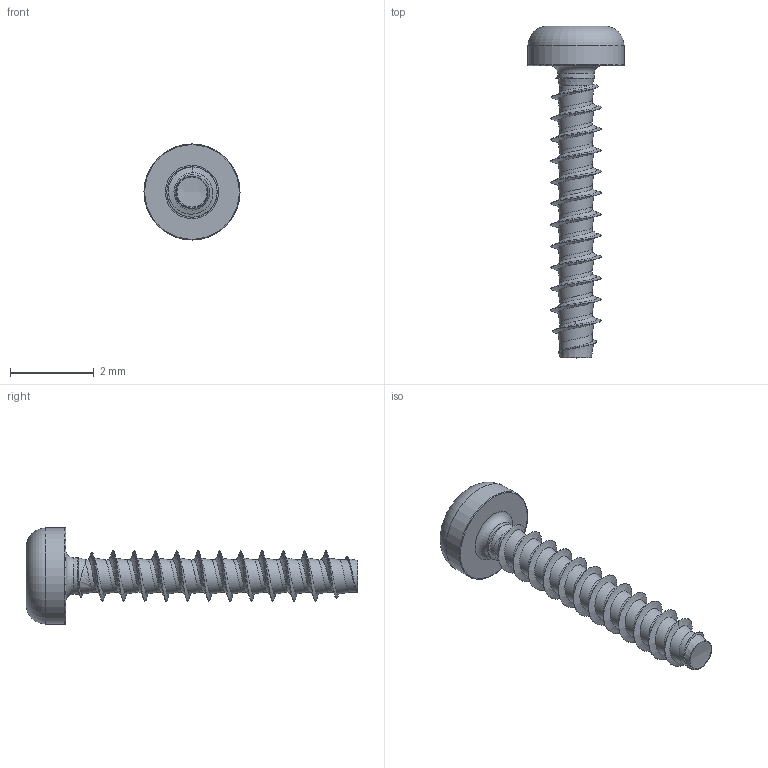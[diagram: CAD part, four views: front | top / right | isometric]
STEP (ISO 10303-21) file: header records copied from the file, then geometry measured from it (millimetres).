
FILE_DESCRIPTION(/* description */ (''),/* implementation_level */ '2;1');
FILE_NAME(/* name */ 'torx_1-2_7_STP390120070.step',/* time_stamp */ '2025-12-07T16:08:55+01:00',/* author */ (''),/* organization */ (''),/* preprocessor_version */ 'ST-DEVELOPER v20.1',/* originating_system */ 'Autodesk Translation Framework v14.21.0.0',/* authorisation */ '');
FILE_SCHEMA (('AUTOMOTIVE_DESIGN { 1 0 10303 214 3 1 1 }'));
Length unit declared in the file: millimetre
Products named in the file (1): torx_1-2_7_STP390120070
Bounding box: 2.3 x 7.95 x 2.3 mm (x, y, z)
Volume: 7.2 mm3; surface area: 44.5 mm2
Topology: 1 solids, 1 shells, 79 faces, 223 edges, 147 vertices
Faces by surface type: bspline 37, cylinder 30, cone 6, torus 3, plane 2, sphere 1
Full cylindrical faces by diameter (mm): 0.78 x12, 0.874 x1, 1.26 x1, 2.3 x1
Entity records: 19228 total; most frequent: CARTESIAN_POINT 17477, ORIENTED_EDGE 444, DIRECTION 241, EDGE_CURVE 222, VERTEX_POINT 147, B_SPLINE_CURVE_WITH_KNOTS 123, AXIS2_PLACEMENT_3D 101, EDGE_LOOP 81
